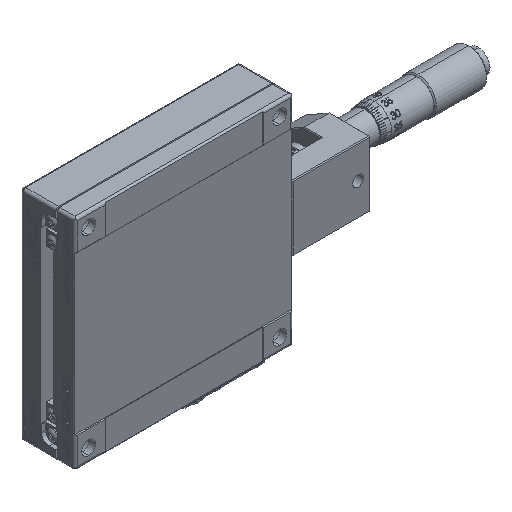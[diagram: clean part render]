
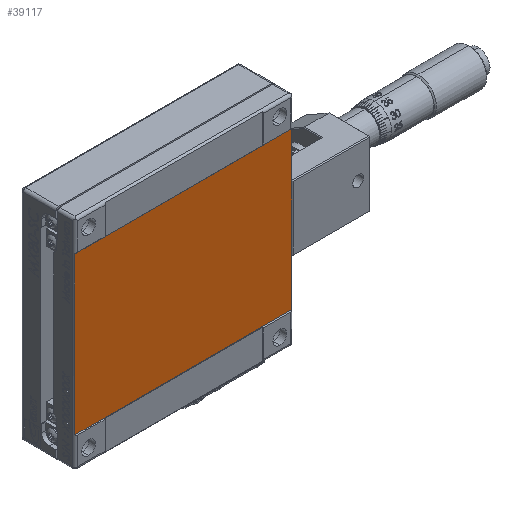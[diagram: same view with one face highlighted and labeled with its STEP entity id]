
A CAD part, isometric view. The second image highlights one B-rep face of the part: STEP entity #39117.
In plain terms, the highlighted planar face has unit normal (0, -1, 0).
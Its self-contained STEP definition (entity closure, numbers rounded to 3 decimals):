
#117 = CARTESIAN_POINT ( 'NONE',  ( 36.116, -7.055, 28.7 ) ) ;
#6222 = CARTESIAN_POINT ( 'NONE',  ( -43.599, -7.055, -28.7 ) ) ;
#6556 = VERTEX_POINT ( 'NONE', #117 ) ;
#7129 = ORIENTED_EDGE ( 'NONE', *, *, #75096, .T. ) ;
#8218 = EDGE_CURVE ( 'NONE', #23848, #6556, #75114, .T. ) ;
#10986 = EDGE_LOOP ( 'NONE', ( #46823, #7129, #46763, #69536 ) ) ;
#11888 = VECTOR ( 'NONE', #63733, 1000. ) ;
#15268 = LINE ( 'NONE', #86823, #99690 ) ;
#16201 = AXIS2_PLACEMENT_3D ( 'NONE', #73446, #33894, #89428 ) ;
#17735 = CARTESIAN_POINT ( 'NONE',  ( -43.599, -7.055, 28.7 ) ) ;
#19625 = VECTOR ( 'NONE', #69949, 1000. ) ;
#20875 = VECTOR ( 'NONE', #49153, 1000. ) ;
#23180 = VERTEX_POINT ( 'NONE', #87165 ) ;
#23848 = VERTEX_POINT ( 'NONE', #33147 ) ;
#29829 = EDGE_CURVE ( 'NONE', #23180, #89054, #59367, .T. ) ;
#33147 = CARTESIAN_POINT ( 'NONE',  ( -43.313, -7.055, 28.7 ) ) ;
#33894 = DIRECTION ( 'NONE',  ( 0., -1., 0. ) ) ;
#34450 = EDGE_CURVE ( 'NONE', #23848, #23180, #63063, .T. ) ;
#39117 = ADVANCED_FACE ( 'NONE', ( #88301 ), #57490, .T. ) ;
#39978 = DIRECTION ( 'NONE',  ( 0., 0., 1. ) ) ;
#46763 = ORIENTED_EDGE ( 'NONE', *, *, #8218, .F. ) ;
#46823 = ORIENTED_EDGE ( 'NONE', *, *, #29829, .T. ) ;
#49153 = DIRECTION ( 'NONE',  ( 0., 0., -1. ) ) ;
#57490 = PLANE ( 'NONE',  #16201 ) ;
#59367 = LINE ( 'NONE', #6222, #19625 ) ;
#63063 = LINE ( 'NONE', #88723, #20875 ) ;
#63733 = DIRECTION ( 'NONE',  ( 1., 0., 0. ) ) ;
#69536 = ORIENTED_EDGE ( 'NONE', *, *, #34450, .T. ) ;
#69949 = DIRECTION ( 'NONE',  ( 1., 0., 0. ) ) ;
#73446 = CARTESIAN_POINT ( 'NONE',  ( -43.599, -7.055, 28.7 ) ) ;
#75096 = EDGE_CURVE ( 'NONE', #89054, #6556, #15268, .T. ) ;
#75114 = LINE ( 'NONE', #17735, #11888 ) ;
#86823 = CARTESIAN_POINT ( 'NONE',  ( 36.116, -7.055, -28.7 ) ) ;
#87165 = CARTESIAN_POINT ( 'NONE',  ( -43.313, -7.055, -28.7 ) ) ;
#88301 = FACE_OUTER_BOUND ( 'NONE', #10986, .T. ) ;
#88723 = CARTESIAN_POINT ( 'NONE',  ( -43.313, -7.055, 28.7 ) ) ;
#89054 = VERTEX_POINT ( 'NONE', #99993 ) ;
#89428 = DIRECTION ( 'NONE',  ( 0., 0., -1. ) ) ;
#99690 = VECTOR ( 'NONE', #39978, 1000. ) ;
#99993 = CARTESIAN_POINT ( 'NONE',  ( 36.116, -7.055, -28.7 ) ) ;
